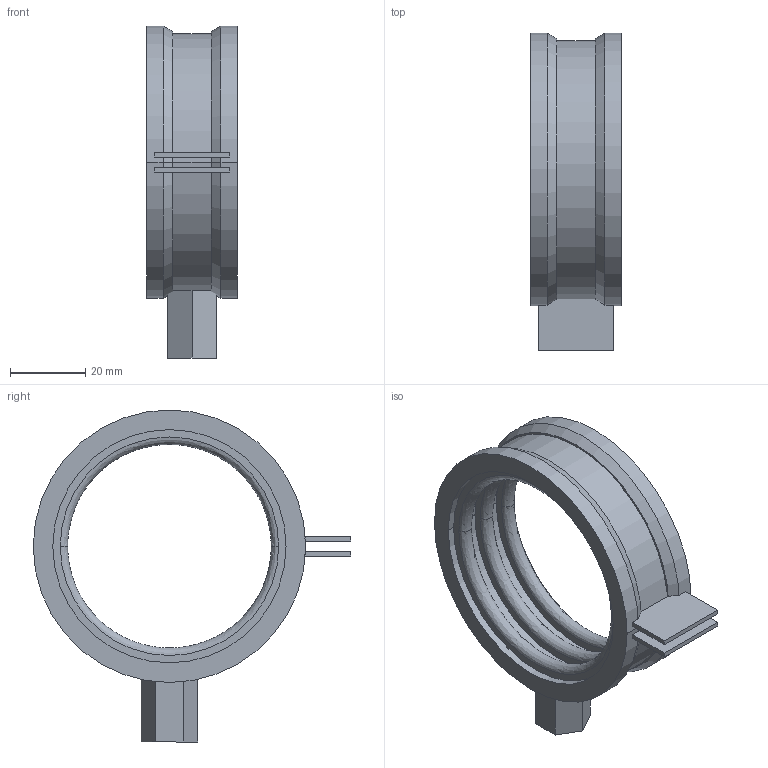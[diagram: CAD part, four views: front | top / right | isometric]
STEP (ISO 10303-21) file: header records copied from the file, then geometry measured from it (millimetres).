
FILE_DESCRIPTION(/* description */ (''),/* implementation_level */ '2;1');
FILE_NAME(/* name */ 'Plumbing_Joints_Aignep_Collars-Made-In-Steel-90820-3DView-Preview',/* time_stamp */ '2025-08-20T22:03:28+03:00',/* author */ (''),/* organization */ (''),/* preprocessor_version */ 'ST-DEVELOPER v20',/* originating_system */ '',/* authorisation */ '');
FILE_SCHEMA (('AP242_MANAGED_MODEL_BASED_3D_ENGINEERING_MIM_LF { 1 0 10303 442 1 1 4 }'));
Length unit declared in the file: millimetre
Products named in the file (4): TopLevelAssembly; 90820; Model Lines; Model Lines_1
Assembly tree (3 placements, depth 2):
  TopLevelAssembly
    90820
    Model Lines
    Model Lines_1
Bounding box: 24 x 84.36 x 88.19 mm (x, y, z)
Volume: 32074.3 mm3; surface area: 23247.8 mm2
Topology: 3 solids, 3 shells, 64 faces, 144 edges, 96 vertices
Faces by surface type: plane 30, cylinder 20, bspline 14
Entity records: 2142 total; most frequent: CARTESIAN_POINT 551, DIRECTION 316, ORIENTED_EDGE 284, EDGE_CURVE 142, AXIS2_PLACEMENT_3D 123, VERTEX_POINT 92, EDGE_LOOP 74, LINE 70
